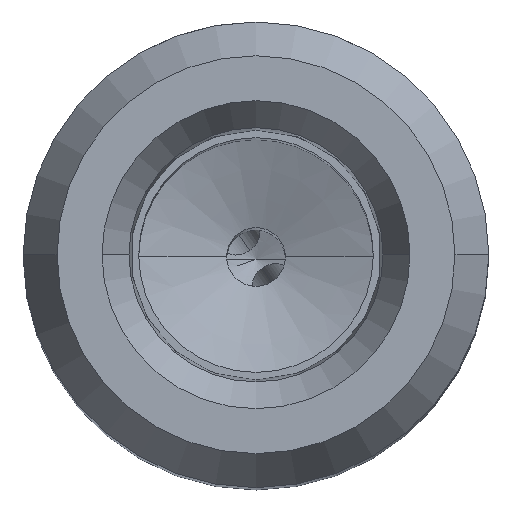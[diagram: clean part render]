
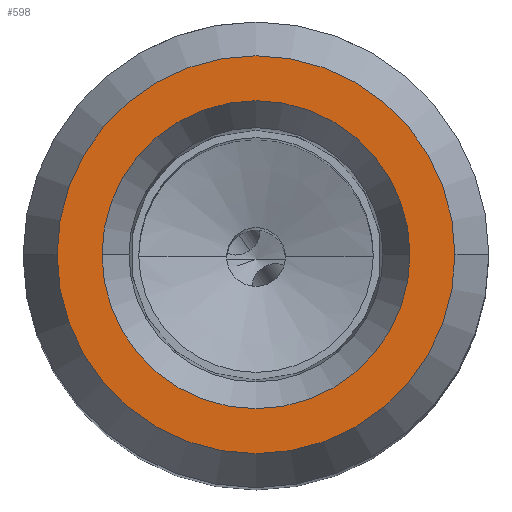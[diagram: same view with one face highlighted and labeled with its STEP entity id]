
A CAD part, top view. The second image highlights one B-rep face of the part: STEP entity #598.
In plain terms, the highlighted planar face has unit normal (0, 0, 1).
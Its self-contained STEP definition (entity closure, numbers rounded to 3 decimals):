
#168=FACE_BOUND('',#1029,.T.);
#169=FACE_BOUND('',#1030,.T.);
#199=PLANE('',#4153);
#598=ADVANCED_FACE('',(#168,#169),#199,.T.);
#1029=EDGE_LOOP('',(#1906,#1907));
#1030=EDGE_LOOP('',(#1908,#1909));
#1906=ORIENTED_EDGE('',*,*,#3441,.T.);
#1907=ORIENTED_EDGE('',*,*,#3442,.T.);
#1908=ORIENTED_EDGE('',*,*,#3443,.T.);
#1909=ORIENTED_EDGE('',*,*,#3444,.T.);
#2950=VERTEX_POINT('',#7520);
#2951=VERTEX_POINT('',#7522);
#2952=VERTEX_POINT('',#7528);
#2953=VERTEX_POINT('',#7529);
#3441=EDGE_CURVE('',#2950,#2951,#3850,.T.);
#3442=EDGE_CURVE('',#2951,#2950,#3851,.T.);
#3443=EDGE_CURVE('',#2952,#2953,#3852,.T.);
#3444=EDGE_CURVE('',#2953,#2952,#3853,.T.);
#3850=CIRCLE('',#4147,5.25);
#3851=CIRCLE('',#4149,5.25);
#3852=CIRCLE('',#4151,6.783);
#3853=CIRCLE('',#4152,6.783);
#4147=AXIS2_PLACEMENT_3D('',#7523,#4649,#4650);
#4149=AXIS2_PLACEMENT_3D('',#7525,#4653,#4654);
#4151=AXIS2_PLACEMENT_3D('',#7527,#4657,#4658);
#4152=AXIS2_PLACEMENT_3D('',#7530,#4659,#4660);
#4153=AXIS2_PLACEMENT_3D('',#7531,#4661,#4662);
#4649=DIRECTION('',(0.,0.,-1.));
#4650=DIRECTION('',(-1.,0.,0.));
#4653=DIRECTION('',(0.,0.,-1.));
#4654=DIRECTION('',(1.,0.,0.));
#4657=DIRECTION('',(0.,0.,1.));
#4658=DIRECTION('',(-1.,0.,0.));
#4659=DIRECTION('',(0.,0.,1.));
#4660=DIRECTION('',(1.,0.,0.));
#4661=DIRECTION('',(0.,0.,1.));
#4662=DIRECTION('',(-1.,0.,0.));
#7520=CARTESIAN_POINT('',(-5.25,0.,24.5));
#7522=CARTESIAN_POINT('',(5.25,0.,24.5));
#7523=CARTESIAN_POINT('',(0.,0.,24.5));
#7525=CARTESIAN_POINT('',(0.,0.,24.5));
#7527=CARTESIAN_POINT('',(0.,0.,24.5));
#7528=CARTESIAN_POINT('',(-6.783,0.,24.5));
#7529=CARTESIAN_POINT('',(6.783,0.,24.5));
#7530=CARTESIAN_POINT('',(0.,0.,24.5));
#7531=CARTESIAN_POINT('',(0.,0.,24.5));
